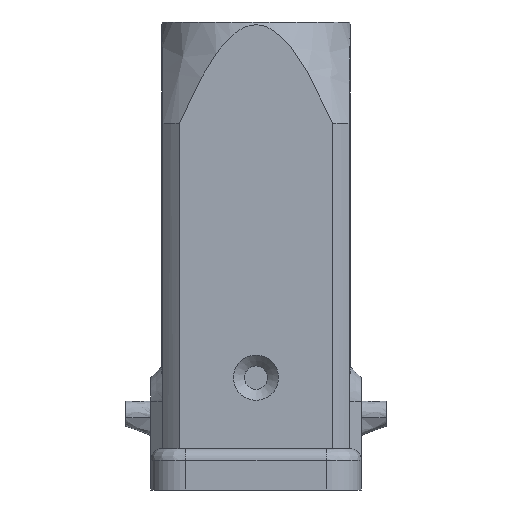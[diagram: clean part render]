
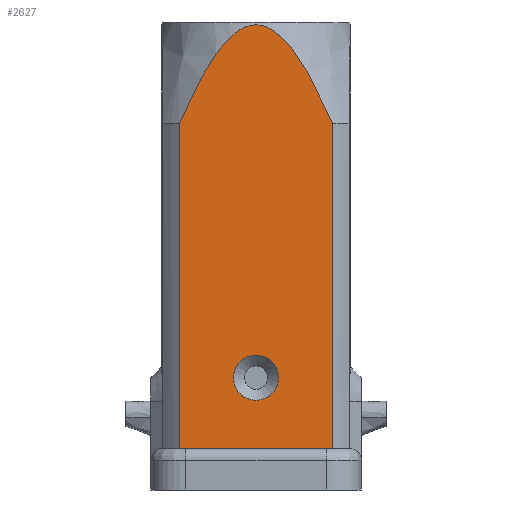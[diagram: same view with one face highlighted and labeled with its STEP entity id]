
A CAD part, left-side view. The second image highlights one B-rep face of the part: STEP entity #2627.
In plain terms, the highlighted planar face has unit normal (-1, 0, 0).
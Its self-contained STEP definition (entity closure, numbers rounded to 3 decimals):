
#1400=FACE_BOUND('',#3269,.T.);
#1401=FACE_BOUND('',#3270,.T.);
#1492=LINE('',#8103,#1835);
#1810=LINE('',#12816,#2153);
#1835=VECTOR('',#6819,1.);
#2153=VECTOR('',#7737,1.);
#2301=PLANE('',#6684);
#2627=ADVANCED_FACE('',(#1400,#1401),#2301,.T.);
#3269=EDGE_LOOP('',(#4807));
#3270=EDGE_LOOP('',(#4808,#4809,#4810,#4811));
#3337=CIRCLE('',#6404,2.9);
#4807=ORIENTED_EDGE('',*,*,#5568,.T.);
#4808=ORIENTED_EDGE('',*,*,#6114,.F.);
#4809=ORIENTED_EDGE('',*,*,#5481,.T.);
#4810=ORIENTED_EDGE('',*,*,#6110,.T.);
#4811=ORIENTED_EDGE('',*,*,#6113,.T.);
#4989=VERTEX_POINT('',#8092);
#4991=VERTEX_POINT('',#8102);
#5054=VERTEX_POINT('',#9254);
#5399=VERTEX_POINT('',#12684);
#5400=VERTEX_POINT('',#12810);
#5481=EDGE_CURVE('',#4989,#4991,#1492,.T.);
#5568=EDGE_CURVE('',#5054,#5054,#3337,.T.);
#6110=EDGE_CURVE('',#4991,#5399,#6332,.T.);
#6113=EDGE_CURVE('',#5399,#5400,#6334,.T.);
#6114=EDGE_CURVE('',#4989,#5400,#1810,.T.);
#6332=B_SPLINE_CURVE_WITH_KNOTS('',3,(#12666,#12667,#12668,#12669,#12670,
#12671,#12672,#12673,#12674,#12675,#12676,#12677,#12678,#12679,#12680,#12681,
#12682,#12683),.UNSPECIFIED.,.F.,.F.,(4,2,2,2,2,2,2,2,4),(0.,0.25,0.375,
0.438,0.5,0.563,0.625,0.75,1.),.UNSPECIFIED.);
#6334=B_SPLINE_CURVE_WITH_KNOTS('',3,(#12811,#12812,#12813,#12814),
 .UNSPECIFIED.,.F.,.F.,(4,4),(0.,1.),.UNSPECIFIED.);
#6404=AXIS2_PLACEMENT_3D('',#9253,#6877,#6878);
#6684=AXIS2_PLACEMENT_3D('',#12849,#7742,#7743);
#6819=DIRECTION('',(0.,0.,1.));
#6877=DIRECTION('',(1.,0.,0.));
#6878=DIRECTION('',(0.,0.,1.));
#7737=DIRECTION('',(0.,1.,0.));
#7742=DIRECTION('',(-1.,0.,0.));
#7743=DIRECTION('',(0.,-1.,0.));
#8092=CARTESIAN_POINT('',(-12.1,-9.846,5.34));
#8102=CARTESIAN_POINT('',(-12.1,-9.846,47.04));
#8103=CARTESIAN_POINT('',(-12.1,-9.846,5.54));
#9253=CARTESIAN_POINT('',(-12.1,0.,14.44));
#9254=CARTESIAN_POINT('',(-12.1,0.,17.34));
#12666=CARTESIAN_POINT('',(-12.1,-9.846,47.04));
#12667=CARTESIAN_POINT('',(-12.1,-8.729,49.587));
#12668=CARTESIAN_POINT('',(-12.1,-7.539,52.108));
#12669=CARTESIAN_POINT('',(-12.1,-5.35,55.656));
#12670=CARTESIAN_POINT('',(-12.1,-4.559,56.802));
#12671=CARTESIAN_POINT('',(-12.1,-3.098,58.302));
#12672=CARTESIAN_POINT('',(-12.1,-2.56,58.762));
#12673=CARTESIAN_POINT('',(-12.1,-1.361,59.455));
#12674=CARTESIAN_POINT('',(-12.1,-0.678,59.684));
#12675=CARTESIAN_POINT('',(-12.1,0.721,59.674));
#12676=CARTESIAN_POINT('',(-12.1,1.408,59.435));
#12677=CARTESIAN_POINT('',(-12.1,2.604,58.73));
#12678=CARTESIAN_POINT('',(-12.1,3.138,58.265));
#12679=CARTESIAN_POINT('',(-12.1,4.578,56.775));
#12680=CARTESIAN_POINT('',(-12.1,5.366,55.632));
#12681=CARTESIAN_POINT('',(-12.1,7.547,52.092));
#12682=CARTESIAN_POINT('',(-12.1,8.732,49.579));
#12683=CARTESIAN_POINT('',(-12.1,9.846,47.04));
#12684=CARTESIAN_POINT('',(-12.1,9.846,47.04));
#12810=CARTESIAN_POINT('',(-12.1,9.846,5.34));
#12811=CARTESIAN_POINT('',(-12.1,9.846,47.04));
#12812=CARTESIAN_POINT('',(-12.1,9.846,33.14));
#12813=CARTESIAN_POINT('',(-12.1,9.846,19.24));
#12814=CARTESIAN_POINT('',(-12.1,9.846,5.34));
#12816=CARTESIAN_POINT('',(-12.1,11.889,5.34));
#12849=CARTESIAN_POINT('',(-12.1,11.889,0.04));
